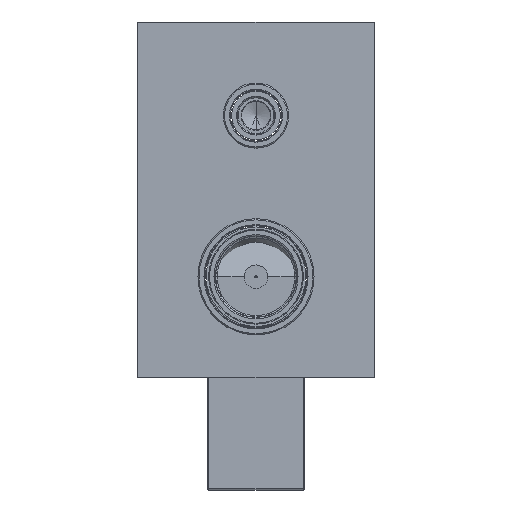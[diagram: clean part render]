
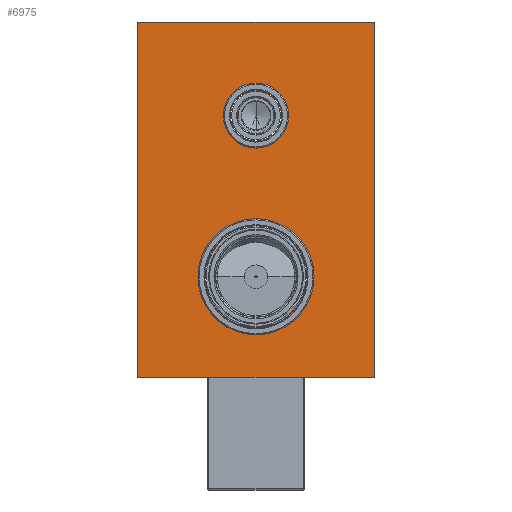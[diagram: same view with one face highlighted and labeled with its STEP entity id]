
A CAD part, front view. The second image highlights one B-rep face of the part: STEP entity #6975.
In plain terms, the highlighted face is planar.
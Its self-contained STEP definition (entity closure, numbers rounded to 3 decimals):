
#6812=CARTESIAN_POINT('',(0.,0.,0.));
#6813=DIRECTION('',(0.,0.,-1.));
#6814=DIRECTION('',(1.,0.,0.));
#6815=AXIS2_PLACEMENT_3D('',#6812,#6813,#6814);
#6817=CARTESIAN_POINT('',(0.,0.,0.));
#6818=DIRECTION('',(0.,0.,-1.));
#6819=DIRECTION('',(-1.,0.,0.));
#6820=AXIS2_PLACEMENT_3D('',#6817,#6818,#6819);
#6822=CARTESIAN_POINT('',(0.,68.,0.));
#6823=DIRECTION('',(0.,0.,-1.));
#6824=DIRECTION('',(1.,0.,0.));
#6825=AXIS2_PLACEMENT_3D('',#6822,#6823,#6824);
#6827=CARTESIAN_POINT('',(0.,68.,0.));
#6828=DIRECTION('',(0.,0.,-1.));
#6829=DIRECTION('',(-1.,0.,0.));
#6830=AXIS2_PLACEMENT_3D('',#6827,#6828,#6829);
#6832=DIRECTION('',(0.,-1.,0.));
#6833=VECTOR('',#6832,150.);
#6834=CARTESIAN_POINT('',(-50.,107.5,0.));
#6835=LINE('',#6834,#6833);
#6836=DIRECTION('',(1.,0.,0.));
#6837=VECTOR('',#6836,100.);
#6838=CARTESIAN_POINT('',(-50.,-42.5,0.));
#6839=LINE('',#6838,#6837);
#6840=DIRECTION('',(0.,1.,0.));
#6841=VECTOR('',#6840,150.);
#6842=CARTESIAN_POINT('',(50.,-42.5,0.));
#6843=LINE('',#6842,#6841);
#6844=DIRECTION('',(-1.,0.,0.));
#6845=VECTOR('',#6844,100.);
#6846=CARTESIAN_POINT('',(50.,107.5,0.));
#6847=LINE('',#6846,#6845);
#6916=CARTESIAN_POINT('',(21.5,0.,0.));
#6917=CARTESIAN_POINT('',(-21.5,0.,0.));
#6918=VERTEX_POINT('',#6916);
#6919=VERTEX_POINT('',#6917);
#6920=CARTESIAN_POINT('',(10.75,68.,0.));
#6921=CARTESIAN_POINT('',(-10.75,68.,0.));
#6922=VERTEX_POINT('',#6920);
#6923=VERTEX_POINT('',#6921);
#6924=CARTESIAN_POINT('',(-50.,107.5,0.));
#6925=CARTESIAN_POINT('',(-50.,-42.5,0.));
#6926=VERTEX_POINT('',#6924);
#6927=VERTEX_POINT('',#6925);
#6928=CARTESIAN_POINT('',(50.,-42.5,0.));
#6929=VERTEX_POINT('',#6928);
#6930=CARTESIAN_POINT('',(50.,107.5,0.));
#6931=VERTEX_POINT('',#6930);
#6948=CARTESIAN_POINT('',(0.,0.,0.));
#6949=DIRECTION('',(0.,0.,1.));
#6950=DIRECTION('',(1.,0.,0.));
#6951=AXIS2_PLACEMENT_3D('',#6948,#6949,#6950);
#6952=PLANE('',#6951);
#6954=ORIENTED_EDGE('',*,*,#6953,.T.);
#6956=ORIENTED_EDGE('',*,*,#6955,.T.);
#6958=ORIENTED_EDGE('',*,*,#6957,.T.);
#6960=ORIENTED_EDGE('',*,*,#6959,.T.);
#6961=EDGE_LOOP('',(#6954,#6956,#6958,#6960));
#6962=FACE_OUTER_BOUND('',#6961,.F.);
#6964=ORIENTED_EDGE('',*,*,#6963,.T.);
#6966=ORIENTED_EDGE('',*,*,#6965,.T.);
#6967=EDGE_LOOP('',(#6964,#6966));
#6968=FACE_BOUND('',#6967,.F.);
#6970=ORIENTED_EDGE('',*,*,#6969,.T.);
#6972=ORIENTED_EDGE('',*,*,#6971,.T.);
#6973=EDGE_LOOP('',(#6970,#6972));
#6974=FACE_BOUND('',#6973,.F.);
#6975=ADVANCED_FACE('',(#6962,#6968,#6974),#6952,.F.);
#6816=CIRCLE('',#6815,21.5);
#6821=CIRCLE('',#6820,21.5);
#6826=CIRCLE('',#6825,10.75);
#6831=CIRCLE('',#6830,10.75);
#6953=EDGE_CURVE('',#6926,#6927,#6835,.T.);
#6955=EDGE_CURVE('',#6927,#6929,#6839,.T.);
#6957=EDGE_CURVE('',#6929,#6931,#6843,.T.);
#6959=EDGE_CURVE('',#6931,#6926,#6847,.T.);
#6963=EDGE_CURVE('',#6922,#6923,#6826,.T.);
#6965=EDGE_CURVE('',#6923,#6922,#6831,.T.);
#6969=EDGE_CURVE('',#6918,#6919,#6816,.T.);
#6971=EDGE_CURVE('',#6919,#6918,#6821,.T.);
